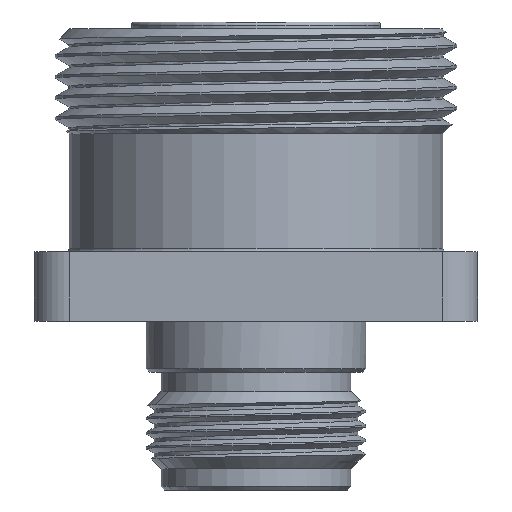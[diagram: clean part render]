
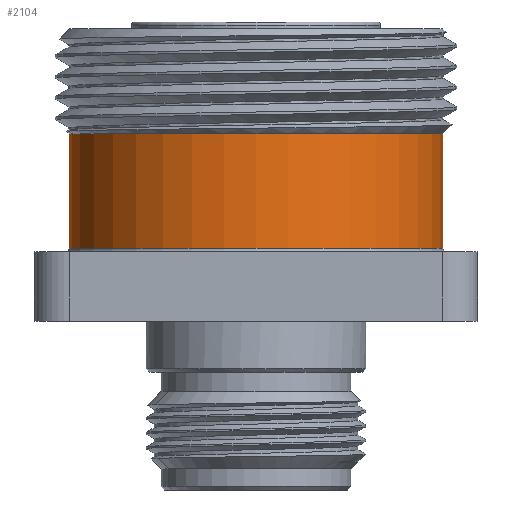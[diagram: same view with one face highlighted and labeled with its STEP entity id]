
A CAD part, front view. The second image highlights one B-rep face of the part: STEP entity #2104.
In plain terms, the highlighted cylindrical face has radius 13.5 mm (diameter 27 mm), a partial arc.
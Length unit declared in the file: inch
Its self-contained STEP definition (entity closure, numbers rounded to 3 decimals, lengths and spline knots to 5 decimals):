
#40 = DIRECTION ( 'NONE',  ( 1., 0., 0. ) ) ;
#75 = DIRECTION ( 'NONE',  ( 0., 0., 1. ) ) ;
#647 = CARTESIAN_POINT ( 'NONE',  ( -0.5315, 0., 0.10843 ) ) ;
#805 = VECTOR ( 'NONE', #2407, 39.37008 ) ;
#1230 = LINE ( 'NONE', #3953, #1650 ) ;
#1267 = CARTESIAN_POINT ( 'NONE',  ( 0.5315, 0., -0.56693 ) ) ;
#1469 = AXIS2_PLACEMENT_3D ( 'NONE', #5590, #6147, #40 ) ;
#1650 = VECTOR ( 'NONE', #2861, 39.37008 ) ;
#1969 = ORIENTED_EDGE ( 'NONE', *, *, #2615, .T. ) ;
#2104 = ADVANCED_FACE ( 'NONE', ( #2752 ), #7106, .T. ) ;
#2282 = AXIS2_PLACEMENT_3D ( 'NONE', #6577, #3255, #6787 ) ;
#2389 = CARTESIAN_POINT ( 'NONE',  ( 0.5315, 0., 0.10843 ) ) ;
#2407 = DIRECTION ( 'NONE',  ( 0., 0., 1. ) ) ;
#2547 = CARTESIAN_POINT ( 'NONE',  ( -0.5315, 0., 0.4337 ) ) ;
#2615 = EDGE_CURVE ( 'NONE', #4827, #6427, #3799, .T. ) ;
#2621 = CIRCLE ( 'NONE', #3251, 0.5315 ) ;
#2752 = FACE_OUTER_BOUND ( 'NONE', #6960, .T. ) ;
#2861 = DIRECTION ( 'NONE',  ( 0., 0., 1. ) ) ;
#3045 = EDGE_CURVE ( 'NONE', #4358, #4827, #4910, .T. ) ;
#3108 = ORIENTED_EDGE ( 'NONE', *, *, #3604, .T. ) ;
#3251 = AXIS2_PLACEMENT_3D ( 'NONE', #5060, #75, #5081 ) ;
#3255 = DIRECTION ( 'NONE',  ( 0., 0., -1. ) ) ;
#3348 = ORIENTED_EDGE ( 'NONE', *, *, #3045, .T. ) ;
#3604 = EDGE_CURVE ( 'NONE', #6350, #4358, #2621, .T. ) ;
#3799 = CIRCLE ( 'NONE', #2282, 0.5315 ) ;
#3953 = CARTESIAN_POINT ( 'NONE',  ( -0.5315, 0., -0.56693 ) ) ;
#4071 = ORIENTED_EDGE ( 'NONE', *, *, #4833, .F. ) ;
#4358 = VERTEX_POINT ( 'NONE', #2389 ) ;
#4827 = VERTEX_POINT ( 'NONE', #5065 ) ;
#4833 = EDGE_CURVE ( 'NONE', #6350, #6427, #1230, .T. ) ;
#4910 = LINE ( 'NONE', #1267, #805 ) ;
#5060 = CARTESIAN_POINT ( 'NONE',  ( 0., 0., 0.10843 ) ) ;
#5065 = CARTESIAN_POINT ( 'NONE',  ( 0.5315, 0., 0.4337 ) ) ;
#5081 = DIRECTION ( 'NONE',  ( -1., 0., 0. ) ) ;
#5590 = CARTESIAN_POINT ( 'NONE',  ( 0., 0., -0.56693 ) ) ;
#6147 = DIRECTION ( 'NONE',  ( 0., 0., 1. ) ) ;
#6350 = VERTEX_POINT ( 'NONE', #647 ) ;
#6427 = VERTEX_POINT ( 'NONE', #2547 ) ;
#6577 = CARTESIAN_POINT ( 'NONE',  ( 0., 0., 0.4337 ) ) ;
#6787 = DIRECTION ( 'NONE',  ( 1., 0., 0. ) ) ;
#6960 = EDGE_LOOP ( 'NONE', ( #4071, #3108, #3348, #1969 ) ) ;
#7106 = CYLINDRICAL_SURFACE ( 'NONE', #1469, 0.5315 ) ;
